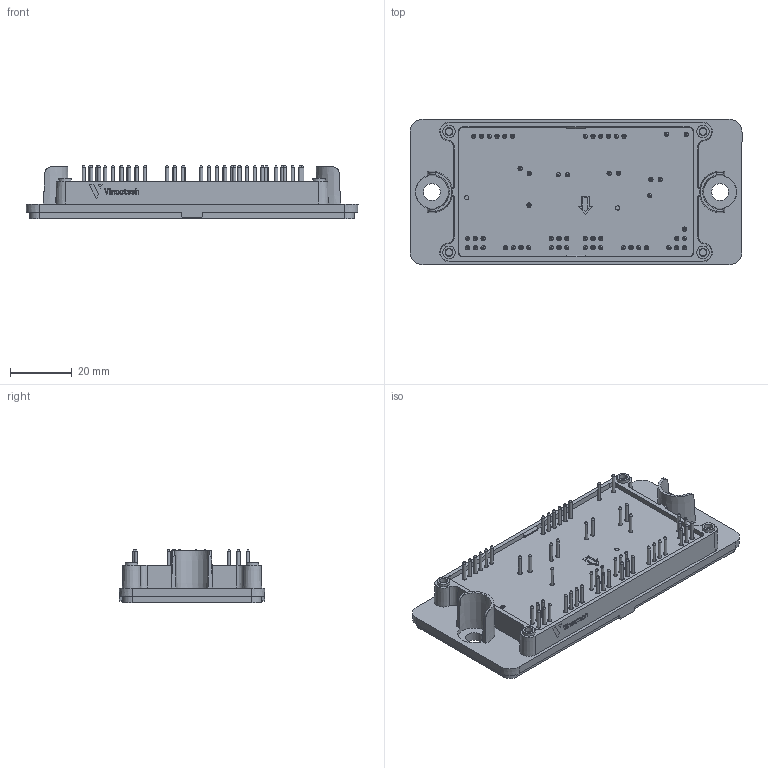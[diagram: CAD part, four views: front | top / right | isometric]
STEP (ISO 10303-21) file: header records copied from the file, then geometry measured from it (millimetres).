
FILE_DESCRIPTION(/* description */ ('Unknown'),/* implementation_level */ '2;1');
FILE_NAME(/* name */ 'Flow2-4T13W-LH30(560)-01-OL',/* time_stamp */ '2023-02-28T14:08:57+01:00',/* author */ ('Unknown'),/* organization */ ('Unknown'),/* preprocessor_version */ 'ST-DEVELOPER v18.1',/* originating_system */ 'Solid Edge',/* authorisation */ 'Unknown');
FILE_SCHEMA (('AUTOMOTIVE_DESIGN {1 0 10303 214 3 1 1}'));
Length unit declared in the file: millimetre
Products named in the file (1): Flow2-4T13W-LH30-OL
Bounding box: 107.2 x 47 x 17.18 mm (x, y, z)
Volume: 44570.2 mm3; surface area: 19743.1 mm2
Topology: 13 solids, 17 shells, 1071 faces, 2823 edges, 1861 vertices
Faces by surface type: plane 569, cylinder 193, cone 173, bspline 104, torus 32
Full cylindrical faces by diameter (mm): 1 x56, 1.4 x58, 2.25 x4, 2.55 x4, 3 x4, 5.5 x2
Entity records: 41153 total; most frequent: CARTESIAN_POINT 9999, ORIENTED_EDGE 5088, DIRECTION 4784, EDGE_CURVE 2544, VERTEX_POINT 1779, AXIS2_PLACEMENT_3D 1756, EDGE_LOOP 1441, FACE_BOUND 1441
